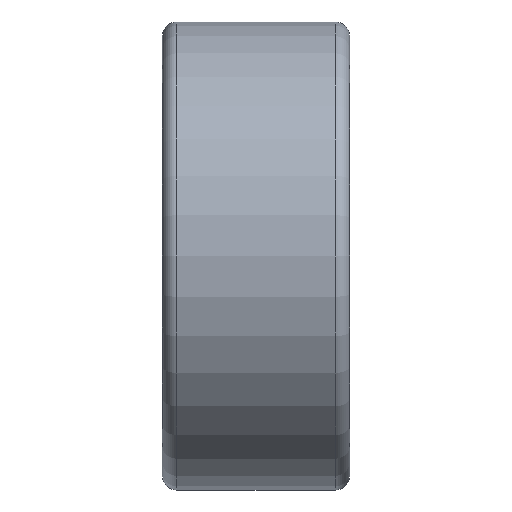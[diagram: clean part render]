
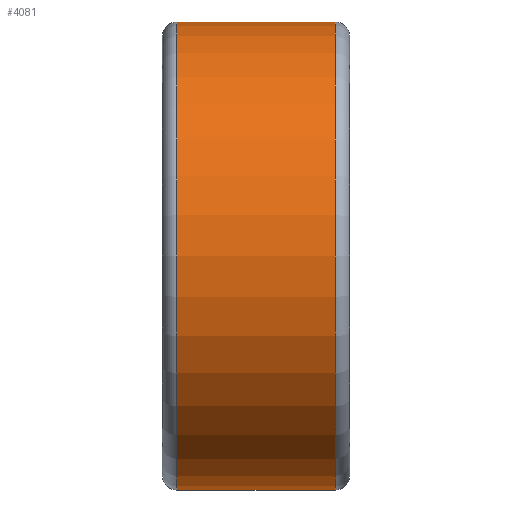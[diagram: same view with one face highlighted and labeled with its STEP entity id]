
A CAD part, front view. The second image highlights one B-rep face of the part: STEP entity #4081.
In plain terms, the highlighted cylindrical face has radius 32.5 mm (diameter 65 mm), a partial arc.
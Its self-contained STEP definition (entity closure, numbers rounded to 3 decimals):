
#41=DIRECTION('',(1.,0.,0.));
#42=VECTOR('',#41,22.);
#43=CARTESIAN_POINT('',(2.,0.,-32.5));
#44=LINE('',#43,#42);
#75=CARTESIAN_POINT('',(24.,0.,0.));
#76=DIRECTION('',(1.,0.,0.));
#77=DIRECTION('',(0.,0.,1.));
#78=AXIS2_PLACEMENT_3D('',#75,#76,#77);
#80=CARTESIAN_POINT('',(2.,0.,0.));
#81=DIRECTION('',(-1.,0.,0.));
#82=DIRECTION('',(0.,0.,-1.));
#83=AXIS2_PLACEMENT_3D('',#80,#81,#82);
#85=DIRECTION('',(1.,0.,0.));
#86=VECTOR('',#85,22.);
#87=CARTESIAN_POINT('',(2.,0.,32.5));
#88=LINE('',#87,#86);
#3383=CARTESIAN_POINT('',(24.,0.,32.5));
#3384=CARTESIAN_POINT('',(24.,0.,-32.5));
#3385=VERTEX_POINT('',#3383);
#3386=VERTEX_POINT('',#3384);
#3391=CARTESIAN_POINT('',(2.,0.,-32.5));
#3392=CARTESIAN_POINT('',(2.,0.,32.5));
#3393=VERTEX_POINT('',#3391);
#3394=VERTEX_POINT('',#3392);
#4070=CARTESIAN_POINT('',(0.,0.,0.));
#4071=DIRECTION('',(1.,0.,0.));
#4072=DIRECTION('',(0.,0.,-1.));
#4073=AXIS2_PLACEMENT_3D('',#4070,#4071,#4072);
#4074=CYLINDRICAL_SURFACE('',#4073,32.5);
#4075=ORIENTED_EDGE('',*,*,#4064,.T.);
#4076=ORIENTED_EDGE('',*,*,#4020,.F.);
#4077=ORIENTED_EDGE('',*,*,#3990,.T.);
#4078=ORIENTED_EDGE('',*,*,#4017,.T.);
#4079=EDGE_LOOP('',(#4075,#4076,#4077,#4078));
#4080=FACE_OUTER_BOUND('',#4079,.F.);
#4081=ADVANCED_FACE('',(#4080),#4074,.T.);
#79=CIRCLE('',#78,32.5);
#84=CIRCLE('',#83,32.5);
#3990=EDGE_CURVE('',#3393,#3394,#84,.T.);
#4017=EDGE_CURVE('',#3394,#3385,#88,.T.);
#4020=EDGE_CURVE('',#3393,#3386,#44,.T.);
#4064=EDGE_CURVE('',#3385,#3386,#79,.T.);
